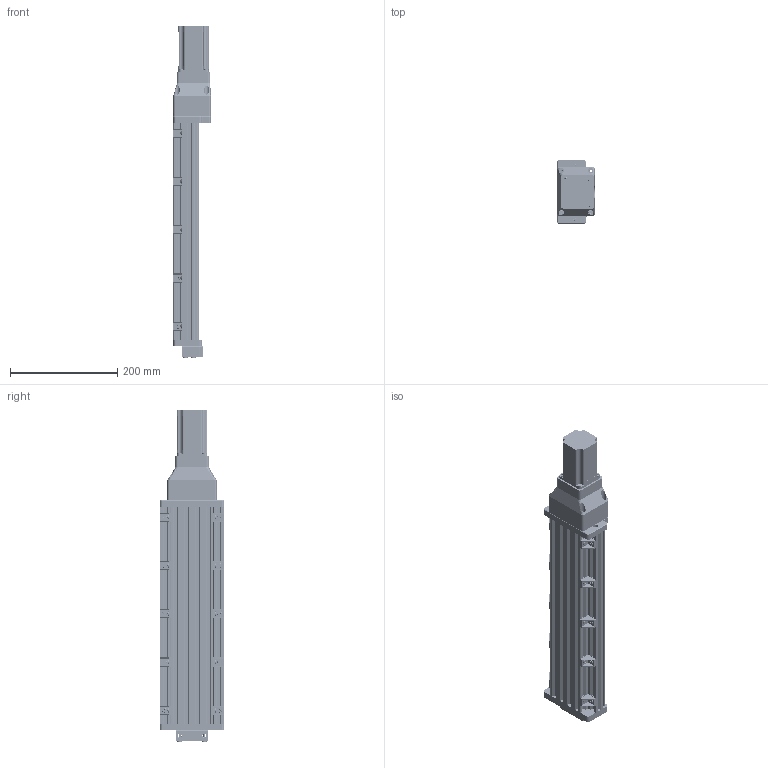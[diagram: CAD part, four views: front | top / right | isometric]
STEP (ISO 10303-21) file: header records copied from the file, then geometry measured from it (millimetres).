
FILE_DESCRIPTION(/* description */ (''),/* implementation_level */ '2;1');
FILE_NAME(/* name */ 'Linear Assembly v38.step',/* time_stamp */ '2022-12-31T13:32:08-05:00',/* author */ (''),/* organization */ (''),/* preprocessor_version */ 'ST-DEVELOPER v19.2',/* originating_system */ 'Autodesk Translation Framework v11.17.0.187',/* authorisation */ '');
FILE_SCHEMA (('AUTOMOTIVE_DESIGN { 1 0 10303 214 3 1 1 }'));
Products named in the file (28): Linear Assembly; C-Beam 40x80x500 Linear Rail; V-Slot 20x20x500 Linear Rail; MGNR12R500HM_FILE_2; SFU1204 Assm; _bk10; SFU1204; _bf10; Nema 23 High Torque Stepper Motor; 94645A102_HIGH-STRENGTH STEEL NYLON-INSERT LOCKNUT v1(Mirror); 94645A102_HIGH-STRENGTH STEEL NYLON-INSERT LOCKNUT; 94645A102_HIGH-STRENGTH STEEL NYLON-INSERT LOCKNUT v1(Mirror) (1); M15 v2(Mirror); M5 x 15; M15 v2(Mirror) (1); M5 x 35; Cast Corner Bracket; Cast Corner Bracket_1; Cast Corner Bracket_2; Cast Corner Bracket_3; Cast Corner Bracket_4; M5 x 8; Tee Nut; Cast Corner Bracket v4(Mirror); Tee Nut v1(Mirror); M5 x 8 v2(Mirror); M5 x 20; M5 x 30
Assembly tree (89 placements, depth 3):
  Linear Assembly
    C-Beam 40x80x500 Linear Rail
    V-Slot 20x20x500 Linear Rail  x2
    MGNR12R500HM_FILE_2  x2
    SFU1204 Assm
      _bk10
      SFU1204
      _bf10
    Nema 23 High Torque Stepper Motor
    94645A102_HIGH-STRENGTH STEEL NYLON-INSERT LOCKNUT  x6
    94645A102_HIGH-STRENGTH STEEL NYLON-INSERT LOCKNUT v1(Mirror)  x4
    94645A102_HIGH-STRENGTH STEEL NYLON-INSERT LOCKNUT v1(Mirror) (1)  x2
    M5 x 15  x8
    M15 v2(Mirror)  x4
    M15 v2(Mirror) (1)  x4
    M5 x 35  x4
    M5 x 30  x8
    Cast Corner Bracket
      M5 x 8  x2
      Tee Nut  x2
    Cast Corner Bracket_1
      M5 x 8  x2
      Tee Nut  x2
    Cast Corner Bracket_2
      M5 x 8  x2
      Tee Nut  x2
    Cast Corner Bracket_3
      M5 x 8  x2
      Tee Nut  x2
    Cast Corner Bracket_4
      M5 x 8  x2
      Tee Nut  x2
    Cast Corner Bracket v4(Mirror)  x5
      M5 x 8 v2(Mirror)
      Tee Nut v1(Mirror)
    M5 x 8 v2(Mirror)
    M5 x 20  x4
Bounding box: 70 x 120 x 618.8 mm (x, y, z)
Volume: 1376700.9 mm3; surface area: 743206.9 mm2
Topology: 123 solids, 123 shells, 3594 faces, 8116 edges, 5059 vertices
Faces by surface type: plane 2089, cylinder 793, cone 646, torus 38, bspline 28
Full cylindrical faces by diameter (mm): 3.5 x32, 3.961 x113, 4 x8, 4.2 x22, 4.234 x4, 4.6 x6, 5 x48, 5.035 x28, 5.1 x4, 5.147 x12, 5.5 x4, 6 x84, 6.35 x1, 6.9 x20, 7 x6, 7.5 x4, 8 x3, 8.141 x4, 8.5 x53, 9 x16, 9.85 x6, 10 x6, 11 x6, 11.4 x2, 12 x1, 14 x2, 18.6 x2, 20.466 x2, 22 x5, 22.5 x2
Entity records: 56313 total; most frequent: CARTESIAN_POINT 15438, ORIENTED_EDGE 8174, DIRECTION 8089, EDGE_CURVE 4087, LINE 2881, VECTOR 2881, VERTEX_POINT 2633, AXIS2_PLACEMENT_3D 2604
